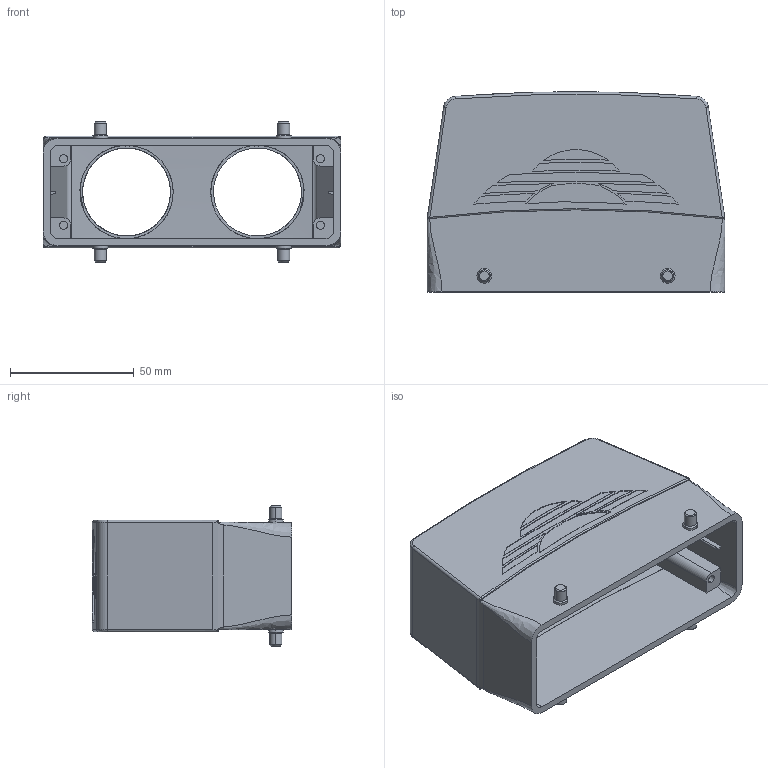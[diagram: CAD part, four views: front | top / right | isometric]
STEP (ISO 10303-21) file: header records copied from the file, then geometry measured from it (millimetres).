
FILE_DESCRIPTION (( 'STEP AP214' ), '1' );
FILE_NAME ('ZP-MC24B-2-DTE29M2.step', '2015-08-12T18:10:00', ( '' ), ( '' ), 'SwSTEP 2.0', 'SolidWorks 2014', '' );
FILE_SCHEMA (( 'AUTOMOTIVE_DESIGN' ));
Length unit declared in the file: millimetre
Products named in the file (1): ZP-MC24B-2-DTE29M2
Bounding box: 120.5 x 80.95 x 56.85 mm (x, y, z)
Volume: 96692.6 mm3; surface area: 56032.1 mm2
Topology: 1 solids, 2 shells, 244 faces, 615 edges, 398 vertices
Faces by surface type: cylinder 133, plane 63, bspline 24, cone 16, torus 8
Entity records: 16199 total; most frequent: CARTESIAN_POINT 8328, ORIENTED_EDGE 1230, DIRECTION 1167, EDGE_CURVE 615, AXIS2_PLACEMENT_3D 469, VERTEX_POINT 398, EDGE_LOOP 275, CIRCLE 248
